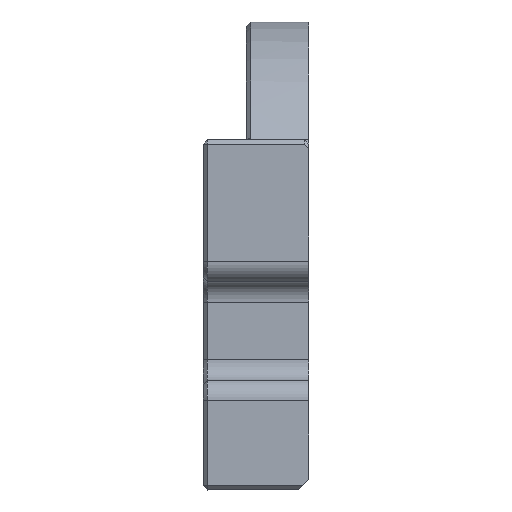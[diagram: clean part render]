
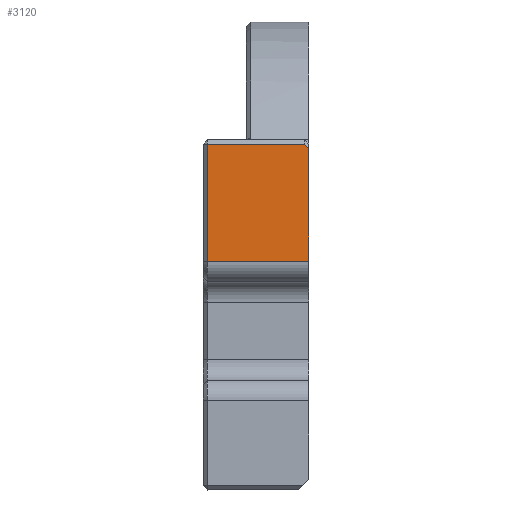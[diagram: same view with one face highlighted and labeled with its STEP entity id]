
A CAD part, left-side view. The second image highlights one B-rep face of the part: STEP entity #3120.
In plain terms, the highlighted planar face has unit normal (-1, 0, 0).
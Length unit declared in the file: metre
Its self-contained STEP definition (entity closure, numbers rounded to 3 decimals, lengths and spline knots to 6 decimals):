
#165=LINE('',#4659,#465);
#195=LINE('',#4752,#495);
#241=LINE('',#5474,#541);
#336=LINE('',#5810,#636);
#337=LINE('',#5812,#637);
#465=VECTOR('',#3725,1.);
#495=VECTOR('',#3809,1.);
#541=VECTOR('',#3959,1.);
#636=VECTOR('',#4238,1.);
#637=VECTOR('',#4239,1.);
#756=PLANE('',#3412);
#1573=ORIENTED_EDGE('',*,*,#2074,.T.);
#1574=ORIENTED_EDGE('',*,*,#2075,.T.);
#1575=ORIENTED_EDGE('',*,*,#1942,.T.);
#1576=ORIENTED_EDGE('',*,*,#1813,.F.);
#1577=ORIENTED_EDGE('',*,*,#1854,.T.);
#1813=EDGE_CURVE('',#2206,#2207,#165,.T.);
#1854=EDGE_CURVE('',#2206,#2241,#195,.T.);
#1942=EDGE_CURVE('',#2301,#2207,#241,.T.);
#2074=EDGE_CURVE('',#2241,#2370,#336,.T.);
#2075=EDGE_CURVE('',#2370,#2301,#337,.T.);
#2206=VERTEX_POINT('',#4660);
#2207=VERTEX_POINT('',#4661);
#2241=VERTEX_POINT('',#4751);
#2301=VERTEX_POINT('',#5475);
#2370=VERTEX_POINT('',#5811);
#2676=EDGE_LOOP('',(#1573,#1574,#1575,#1576,#1577));
#2895=FACE_BOUND('',#2676,.T.);
#3120=ADVANCED_FACE('',(#2895),#756,.T.);
#3412=AXIS2_PLACEMENT_3D('',#5809,#4236,#4237);
#3725=DIRECTION('',(0.,-0.707,-0.707));
#3809=DIRECTION('',(0.,1.,0.));
#3959=DIRECTION('',(0.,0.,1.));
#4236=DIRECTION('',(-1.,0.,0.));
#4237=DIRECTION('',(0.,0.,-1.));
#4238=DIRECTION('',(0.,0.,-1.));
#4239=DIRECTION('',(0.,-1.,0.));
#4659=CARTESIAN_POINT('',(-0.010455,-0.22865,0.0154));
#4660=CARTESIAN_POINT('',(-0.010455,-0.23165,0.0124));
#4661=CARTESIAN_POINT('',(-0.010455,-0.23205,0.012));
#4751=CARTESIAN_POINT('',(-0.010455,-0.22245,0.0124));
#4752=CARTESIAN_POINT('',(-0.010455,-0.22605,0.0124));
#5474=CARTESIAN_POINT('',(-0.010455,-0.23205,-0.001125));
#5475=CARTESIAN_POINT('',(-0.010455,-0.23205,0.001349));
#5809=CARTESIAN_POINT('',(-0.010455,-0.22605,0.0128));
#5810=CARTESIAN_POINT('',(-0.010455,-0.22245,0.005838));
#5811=CARTESIAN_POINT('',(-0.010455,-0.22245,0.001349));
#5812=CARTESIAN_POINT('',(-0.010455,-0.22205,0.001349));
